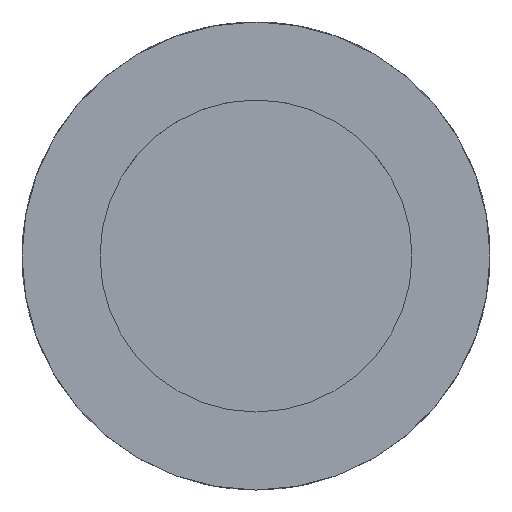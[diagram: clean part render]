
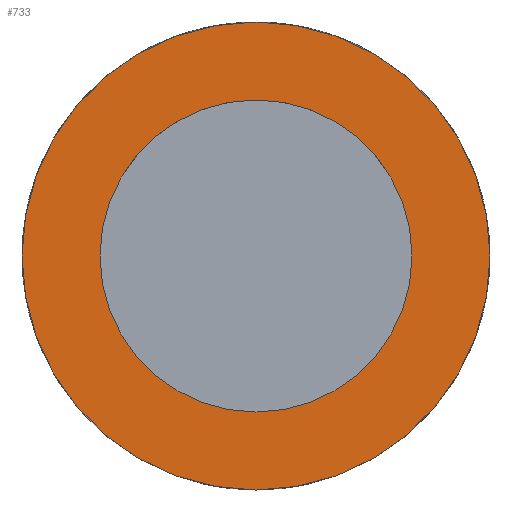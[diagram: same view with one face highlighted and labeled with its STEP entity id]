
A CAD part, left-side view. The second image highlights one B-rep face of the part: STEP entity #733.
In plain terms, the highlighted planar face has unit normal (-1, 0, 0).
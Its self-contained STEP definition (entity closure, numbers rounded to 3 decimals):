
#8 = ORIENTED_EDGE ( 'NONE', *, *, #778, .T. ) ;
#18 = CARTESIAN_POINT ( 'NONE',  ( 0., 0., 0. ) ) ;
#53 = VERTEX_POINT ( 'NONE', #873 ) ;
#57 = DIRECTION ( 'NONE',  ( -1., 0., 0. ) ) ;
#74 = CARTESIAN_POINT ( 'NONE',  ( 0., 0., 0.6 ) ) ;
#107 = CIRCLE ( 'NONE', #786, 0.6 ) ;
#118 = AXIS2_PLACEMENT_3D ( 'NONE', #18, #441, #374 ) ;
#162 = ORIENTED_EDGE ( 'NONE', *, *, #700, .F. ) ;
#227 = VERTEX_POINT ( 'NONE', #74 ) ;
#249 = DIRECTION ( 'NONE',  ( -1., 0., 0. ) ) ;
#254 = DIRECTION ( 'NONE',  ( 0., 0., 1. ) ) ;
#282 = ORIENTED_EDGE ( 'NONE', *, *, #316, .F. ) ;
#298 = PLANE ( 'NONE',  #118 ) ;
#301 = CIRCLE ( 'NONE', #416, 0.4 ) ;
#316 = EDGE_CURVE ( 'NONE', #53, #358, #717, .T. ) ;
#341 = DIRECTION ( 'NONE',  ( 0., 0., 1. ) ) ;
#358 = VERTEX_POINT ( 'NONE', #826 ) ;
#374 = DIRECTION ( 'NONE',  ( 0., 0., -1. ) ) ;
#407 = AXIS2_PLACEMENT_3D ( 'NONE', #461, #249, #254 ) ;
#416 = AXIS2_PLACEMENT_3D ( 'NONE', #788, #499, #625 ) ;
#431 = DIRECTION ( 'NONE',  ( 0., 0., 1. ) ) ;
#437 = FACE_OUTER_BOUND ( 'NONE', #817, .T. ) ;
#441 = DIRECTION ( 'NONE',  ( 1., 0., 0. ) ) ;
#461 = CARTESIAN_POINT ( 'NONE',  ( 0., 0., 0. ) ) ;
#478 = EDGE_CURVE ( 'NONE', #227, #841, #107, .T. ) ;
#499 = DIRECTION ( 'NONE',  ( -1., 0., 0. ) ) ;
#557 = DIRECTION ( 'NONE',  ( -1., 0., 0. ) ) ;
#625 = DIRECTION ( 'NONE',  ( 0., 0., 1. ) ) ;
#633 = FACE_BOUND ( 'NONE', #860, .T. ) ;
#656 = ORIENTED_EDGE ( 'NONE', *, *, #478, .T. ) ;
#677 = CARTESIAN_POINT ( 'NONE',  ( 0., 0., -0.6 ) ) ;
#684 = CARTESIAN_POINT ( 'NONE',  ( 0., 0., 0. ) ) ;
#700 = EDGE_CURVE ( 'NONE', #358, #53, #301, .T. ) ;
#717 = CIRCLE ( 'NONE', #792, 0.4 ) ;
#733 = ADVANCED_FACE ( 'NONE', ( #633, #437 ), #298, .F. ) ;
#771 = CARTESIAN_POINT ( 'NONE',  ( 0., 0., 0. ) ) ;
#778 = EDGE_CURVE ( 'NONE', #841, #227, #871, .T. ) ;
#786 = AXIS2_PLACEMENT_3D ( 'NONE', #684, #57, #341 ) ;
#788 = CARTESIAN_POINT ( 'NONE',  ( 0., 0., 0. ) ) ;
#792 = AXIS2_PLACEMENT_3D ( 'NONE', #771, #557, #431 ) ;
#817 = EDGE_LOOP ( 'NONE', ( #656, #8 ) ) ;
#826 = CARTESIAN_POINT ( 'NONE',  ( 0., 0., -0.4 ) ) ;
#841 = VERTEX_POINT ( 'NONE', #677 ) ;
#860 = EDGE_LOOP ( 'NONE', ( #282, #162 ) ) ;
#871 = CIRCLE ( 'NONE', #407, 0.6 ) ;
#873 = CARTESIAN_POINT ( 'NONE',  ( 0., 0., 0.4 ) ) ;
